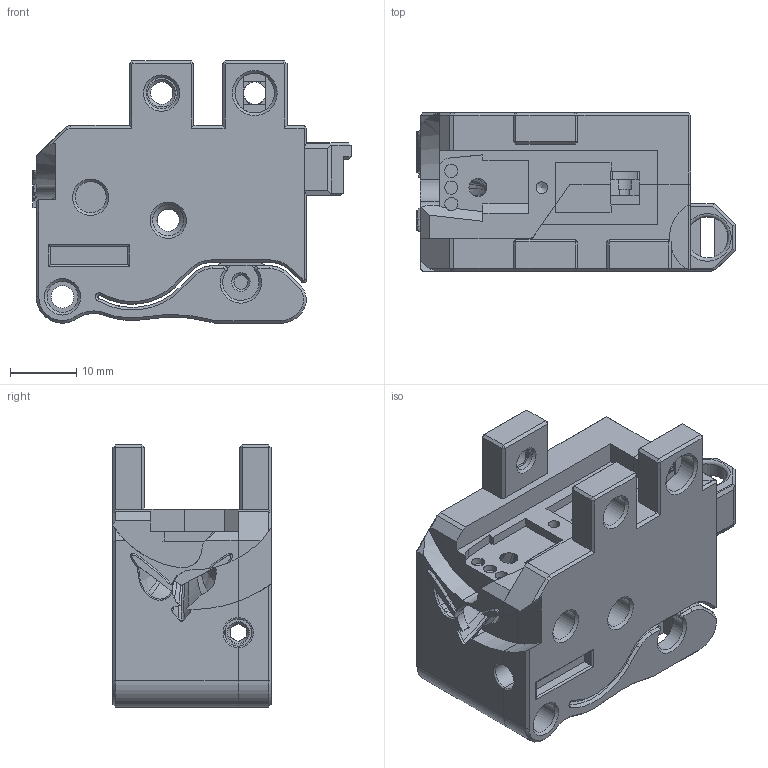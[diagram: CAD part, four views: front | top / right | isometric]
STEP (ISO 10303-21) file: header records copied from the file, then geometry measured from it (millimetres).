
FILE_DESCRIPTION(/* description */ (''),/* implementation_level */ '2;1');
FILE_NAME(/* name */ 'BinkyFilamentCutter_beta1.2.step',/* time_stamp */ '2023-10-10T13:44:14+02:00',/* author */ (''),/* organization */ (''),/* preprocessor_version */ 'ST-DEVELOPER v20',/* originating_system */ 'Autodesk Translation Framework v12.14.0.127',/* authorisation */ '');
FILE_SCHEMA (('AUTOMOTIVE_DESIGN { 1 0 10303 214 3 1 1 }'));
Length unit declared in the file: millimetre
Products named in the file (4): Binkyv2; Encoder_Left; Encoder_Right_with_magnets; Encoder_Right
Assembly tree (3 placements, depth 2):
  Binkyv2
    Encoder_Left
    Encoder_Right_with_magnets
    Encoder_Right
Bounding box: 48.2 x 24 x 39.75 mm (x, y, z)
Volume: 31484.6 mm3; surface area: 18347 mm2
Topology: 3 solids, 3 shells, 1067 faces, 2788 edges, 1755 vertices
Faces by surface type: plane 616, bspline 172, cylinder 166, cone 100, torus 13
Full cylindrical faces by diameter (mm): 1.75 x1, 2 x3, 2.8 x2, 3.1 x1, 3.2 x4, 3.4 x8, 4.7 x9, 6 x5, 6.2 x1, 7.25 x1, 8.8 x2
Entity records: 35813 total; most frequent: CARTESIAN_POINT 10130, ORIENTED_EDGE 5574, DIRECTION 4916, EDGE_CURVE 2787, LINE 1768, VECTOR 1768, VERTEX_POINT 1755, AXIS2_PLACEMENT_3D 1574
